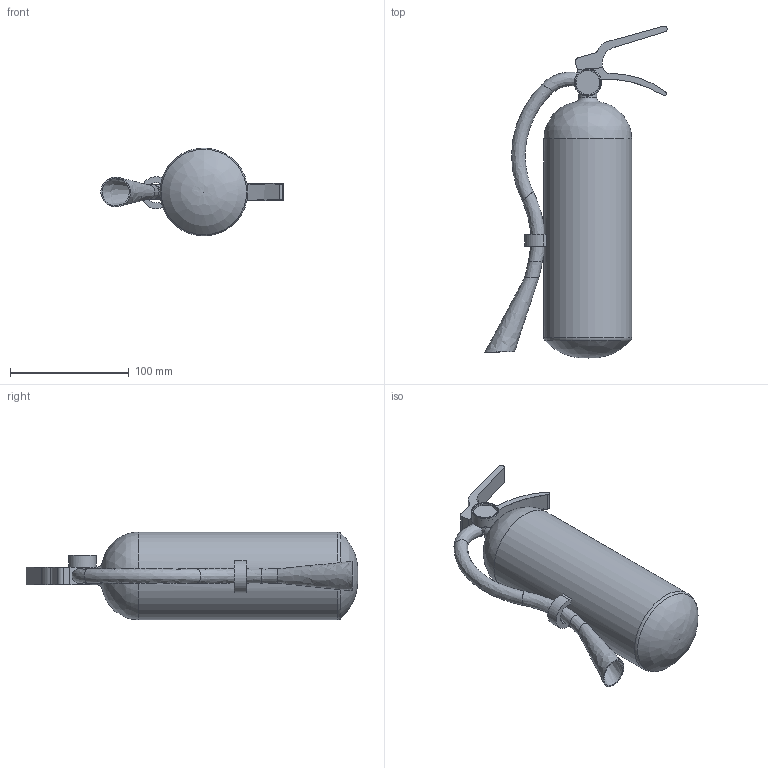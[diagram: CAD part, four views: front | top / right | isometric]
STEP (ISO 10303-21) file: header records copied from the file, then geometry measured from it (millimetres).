
FILE_DESCRIPTION(/* description */ (''),/* implementation_level */ '2;1');
FILE_NAME(/* name */ 'fire extinguisher.stp',/* time_stamp */ '2019-07-27T20:18:41+02:00',/* author */ ('Bobo'),/* organization */ (''),/* preprocessor_version */ 'ST-DEVELOPER v16.13',/* originating_system */ 'Autodesk Inventor 2018',/* authorisation */ '');
FILE_SCHEMA (('AUTOMOTIVE_DESIGN { 1 0 10303 214 3 1 1 }'));
Length unit declared in the file: millimetre
Products named in the file (1): fire
Bounding box: 153.5 x 279.59 x 74 mm (x, y, z)
Volume: 121751.9 mm3; surface area: 138758.2 mm2
Topology: 1 solids, 3 shells, 85 faces, 233 edges, 154 vertices
Faces by surface type: plane 34, cylinder 31, bspline 14, torus 6
Full cylindrical faces by diameter (mm): 9.077 x1, 11.077 x2, 15.077 x1, 20 x1, 21 x1, 23 x1, 70 x1, 74 x1
Entity records: 4370 total; most frequent: CARTESIAN_POINT 2201, DIRECTION 438, ORIENTED_EDGE 422, EDGE_CURVE 210, AXIS2_PLACEMENT_3D 179, VERTEX_POINT 148, EDGE_LOOP 108, CIRCLE 104
